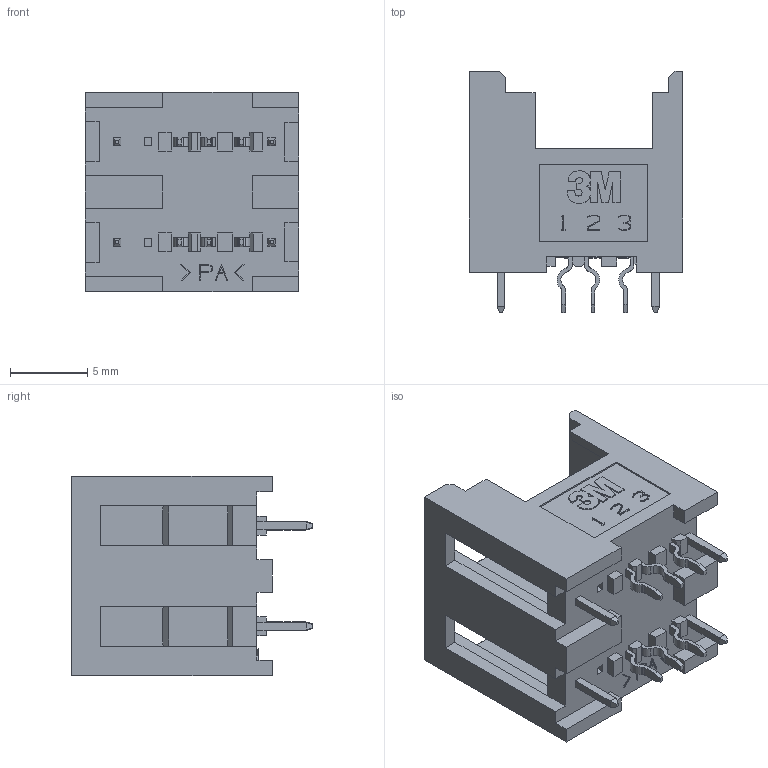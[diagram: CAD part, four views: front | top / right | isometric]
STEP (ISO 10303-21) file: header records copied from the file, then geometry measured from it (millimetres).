
FILE_DESCRIPTION(/* description */ (''),/* implementation_level */ '2;1');
FILE_NAME(/* name */ '37206-62A3-003 PL_step.stp',/* time_stamp */ '2008-06-12T15:03:07-05:00',/* author */ (''),/* organization */ (''),/* preprocessor_version */ 'ST-DEVELOPER v11',/* originating_system */ 'UGS - NX 5.0',/* authorisation */ '');
FILE_SCHEMA (('CONFIG_CONTROL_DESIGN'));
Length unit declared in the file: millimetre
Products named in the file (1): 37206-62A3-0003 PL_3Dnon-parm
Bounding box: 13.8 x 15.6 x 12.9 mm (x, y, z)
Volume: 924 mm3; surface area: 1735.4 mm2
Topology: 1 solids, 9 shells, 598 faces, 1570 edges, 1024 vertices
Faces by surface type: plane 556, cylinder 36, extrusion 6
Entity records: 18346 total; most frequent: CARTESIAN_POINT 3475, ORIENTED_EDGE 3140, DIRECTION 2822, EDGE_CURVE 1570, VECTOR 1492, LINE 1486, VERTEX_POINT 1024, AXIS2_PLACEMENT_3D 665
